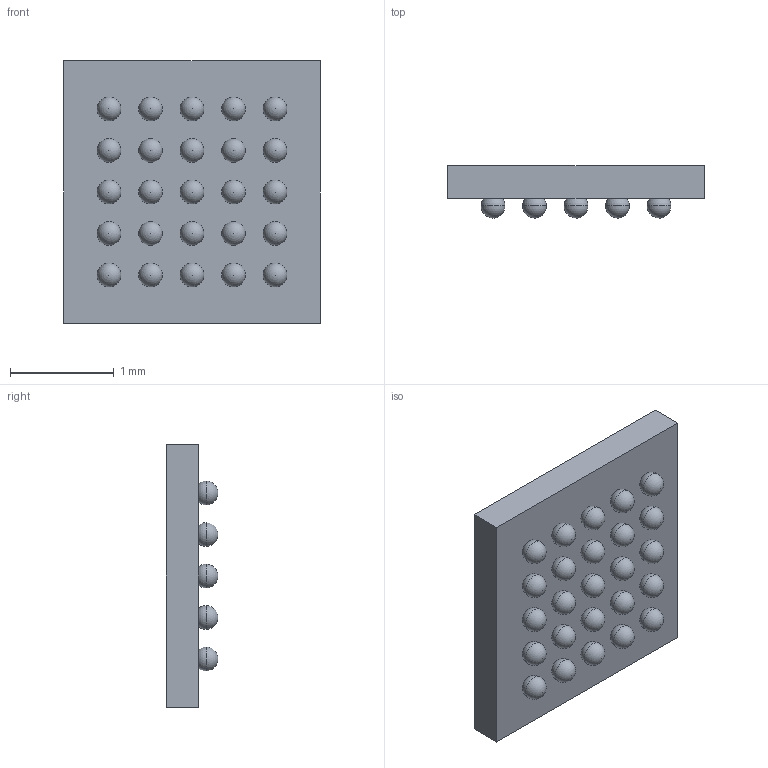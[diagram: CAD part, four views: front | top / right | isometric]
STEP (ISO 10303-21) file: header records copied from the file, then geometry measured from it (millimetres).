
FILE_DESCRIPTION (( 'STEP AP214' ), '1' );
FILE_NAME ('BQ25125YFPR.STEP', '2020-10-08T23:59:16', ( '' ), ( '' ), 'SwSTEP 2.0', 'SolidWorks 2017', '' );
FILE_SCHEMA (( 'AUTOMOTIVE_DESIGN' ));
Length unit declared in the file: millimetre
Products named in the file (1): BQ25125YFPR
Bounding box: 2.47 x 0.5 x 2.53 mm (x, y, z)
Volume: 2.1 mm3; surface area: 20 mm2
Topology: 27 solids, 27 shells, 88 faces, 224 edges, 166 vertices
Faces by surface type: sphere 50, plane 34, cylinder 4
Entity records: 2487 total; most frequent: DIRECTION 410, CARTESIAN_POINT 329, ORIENTED_EDGE 248, AXIS2_PLACEMENT_3D 197, EDGE_CURVE 124, VERTEX_POINT 116, EDGE_LOOP 114, CIRCLE 108
